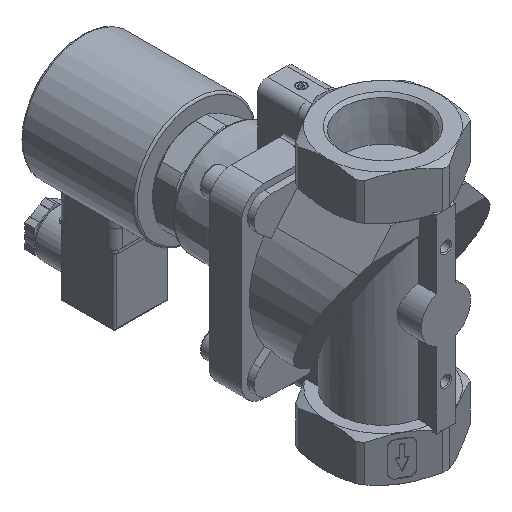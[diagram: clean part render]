
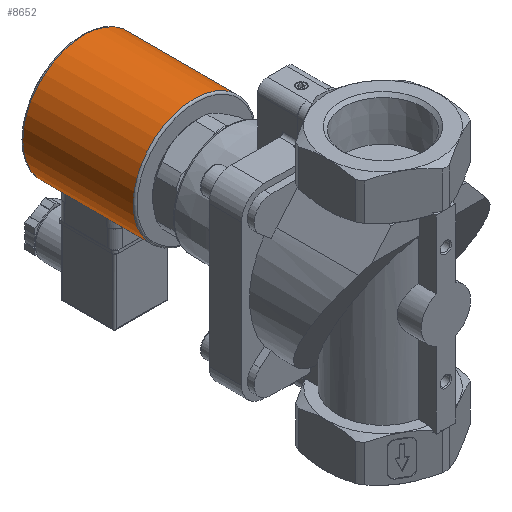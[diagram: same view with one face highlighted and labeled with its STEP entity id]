
A CAD part, isometric view. The second image highlights one B-rep face of the part: STEP entity #8652.
In plain terms, the highlighted cylindrical face has radius 31.5 mm (diameter 63 mm), a full revolution.
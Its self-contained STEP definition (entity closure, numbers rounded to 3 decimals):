
#143=CYLINDRICAL_SURFACE('',#10145,31.5);
#441=CIRCLE('',#10144,31.5);
#442=CIRCLE('',#10146,31.5);
#443=CIRCLE('',#10147,31.5);
#444=CIRCLE('',#10148,31.5);
#629=B_SPLINE_CURVE_WITH_KNOTS('',3,(#14958,#14959,#14960,#14961),
 .UNSPECIFIED.,.F.,.F.,(4,4),(0.,0.002),.UNSPECIFIED.);
#630=B_SPLINE_CURVE_WITH_KNOTS('',3,(#14965,#14966,#14967,#14968),
 .UNSPECIFIED.,.F.,.F.,(4,4),(0.,0.002),.UNSPECIFIED.);
#631=B_SPLINE_CURVE_WITH_KNOTS('',3,(#14972,#14973,#14974,#14975),
 .UNSPECIFIED.,.F.,.F.,(4,4),(0.,0.002),.UNSPECIFIED.);
#632=B_SPLINE_CURVE_WITH_KNOTS('',3,(#14979,#14980,#14981,#14982),
 .UNSPECIFIED.,.F.,.F.,(4,4),(0.,0.002),.UNSPECIFIED.);
#2107=ORIENTED_EDGE('',*,*,#3850,.T.);
#2108=ORIENTED_EDGE('',*,*,#3851,.F.);
#2109=ORIENTED_EDGE('',*,*,#3852,.F.);
#2110=ORIENTED_EDGE('',*,*,#3853,.F.);
#2111=ORIENTED_EDGE('',*,*,#3854,.F.);
#2112=ORIENTED_EDGE('',*,*,#3855,.F.);
#2113=ORIENTED_EDGE('',*,*,#3856,.F.);
#2114=ORIENTED_EDGE('',*,*,#3857,.F.);
#2115=ORIENTED_EDGE('',*,*,#3858,.F.);
#2116=ORIENTED_EDGE('',*,*,#3849,.F.);
#3849=EDGE_CURVE('',#4849,#4849,#441,.T.);
#3850=EDGE_CURVE('',#4850,#4850,#442,.T.);
#3851=EDGE_CURVE('',#4851,#4852,#443,.F.);
#3852=EDGE_CURVE('',#4853,#4851,#629,.T.);
#3853=EDGE_CURVE('',#4854,#4853,#5639,.F.);
#3854=EDGE_CURVE('',#4855,#4854,#630,.T.);
#3855=EDGE_CURVE('',#4856,#4855,#444,.F.);
#3856=EDGE_CURVE('',#4857,#4856,#631,.T.);
#3857=EDGE_CURVE('',#4858,#4857,#5640,.T.);
#3858=EDGE_CURVE('',#4852,#4858,#632,.T.);
#4849=VERTEX_POINT('',#14951);
#4850=VERTEX_POINT('',#14954);
#4851=VERTEX_POINT('',#14956);
#4852=VERTEX_POINT('',#14957);
#4853=VERTEX_POINT('',#14962);
#4854=VERTEX_POINT('',#14964);
#4855=VERTEX_POINT('',#14969);
#4856=VERTEX_POINT('',#14971);
#4857=VERTEX_POINT('',#14976);
#4858=VERTEX_POINT('',#14978);
#5639=LINE('',#14963,#6448);
#5640=LINE('',#14977,#6449);
#6448=VECTOR('',#11999,1000.);
#6449=VECTOR('',#12002,1000.);
#7141=EDGE_LOOP('',(#2107));
#7142=EDGE_LOOP('',(#2108,#2109,#2110,#2111,#2112,#2113,#2114,#2115));
#7143=EDGE_LOOP('',(#2116));
#7772=FACE_BOUND('',#7141,.T.);
#7773=FACE_BOUND('',#7142,.T.);
#7774=FACE_BOUND('',#7143,.T.);
#8652=ADVANCED_FACE('',(#7772,#7773,#7774),#143,.T.);
#10144=AXIS2_PLACEMENT_3D('',#14950,#11991,#11992);
#10145=AXIS2_PLACEMENT_3D('',#14952,#11993,#11994);
#10146=AXIS2_PLACEMENT_3D('',#14953,#11995,#11996);
#10147=AXIS2_PLACEMENT_3D('',#14955,#11997,#11998);
#10148=AXIS2_PLACEMENT_3D('',#14970,#12000,#12001);
#11991=DIRECTION('',(0.,-1.,0.));
#11992=DIRECTION('',(0.,0.,-1.));
#11993=DIRECTION('',(0.,-1.,0.));
#11994=DIRECTION('',(0.,0.,-1.));
#11995=DIRECTION('',(0.,-1.,0.));
#11996=DIRECTION('',(0.,0.,-1.));
#11997=DIRECTION('',(0.,1.,0.));
#11998=DIRECTION('',(0.,0.,1.));
#11999=DIRECTION('',(0.,-1.,0.));
#12000=DIRECTION('',(0.,-1.,0.));
#12001=DIRECTION('',(0.,0.,-1.));
#12002=DIRECTION('',(0.,-1.,0.));
#14950=CARTESIAN_POINT('',(0.,1.,0.));
#14951=CARTESIAN_POINT('',(0.,1.,-31.5));
#14952=CARTESIAN_POINT('',(0.,0.,0.));
#14953=CARTESIAN_POINT('',(0.,58.,0.));
#14954=CARTESIAN_POINT('',(0.,58.,-31.5));
#14955=CARTESIAN_POINT('',(0.,57.,0.));
#14956=CARTESIAN_POINT('',(-10.5,57.,-29.698));
#14957=CARTESIAN_POINT('',(10.5,57.,-29.698));
#14958=CARTESIAN_POINT('',(-12.298,56.625,-29.));
#14959=CARTESIAN_POINT('',(-11.728,56.874,-29.242));
#14960=CARTESIAN_POINT('',(-11.13,57.,-29.476));
#14961=CARTESIAN_POINT('',(-10.5,57.,-29.698));
#14962=CARTESIAN_POINT('',(-12.298,56.625,-29.));
#14963=CARTESIAN_POINT('',(-12.298,0.,-29.));
#14964=CARTESIAN_POINT('',(-12.298,27.375,-29.));
#14965=CARTESIAN_POINT('',(-10.5,27.,-29.698));
#14966=CARTESIAN_POINT('',(-11.13,27.,-29.476));
#14967=CARTESIAN_POINT('',(-11.728,27.126,-29.242));
#14968=CARTESIAN_POINT('',(-12.298,27.375,-29.));
#14969=CARTESIAN_POINT('',(-10.5,27.,-29.698));
#14970=CARTESIAN_POINT('',(0.,27.,0.));
#14971=CARTESIAN_POINT('',(10.5,27.,-29.698));
#14972=CARTESIAN_POINT('',(12.298,27.375,-29.));
#14973=CARTESIAN_POINT('',(11.728,27.126,-29.242));
#14974=CARTESIAN_POINT('',(11.13,27.,-29.476));
#14975=CARTESIAN_POINT('',(10.5,27.,-29.698));
#14976=CARTESIAN_POINT('',(12.298,27.375,-29.));
#14977=CARTESIAN_POINT('',(12.298,0.,-29.));
#14978=CARTESIAN_POINT('',(12.298,56.625,-29.));
#14979=CARTESIAN_POINT('',(10.5,57.,-29.698));
#14980=CARTESIAN_POINT('',(11.13,57.,-29.476));
#14981=CARTESIAN_POINT('',(11.728,56.874,-29.242));
#14982=CARTESIAN_POINT('',(12.298,56.625,-29.));
